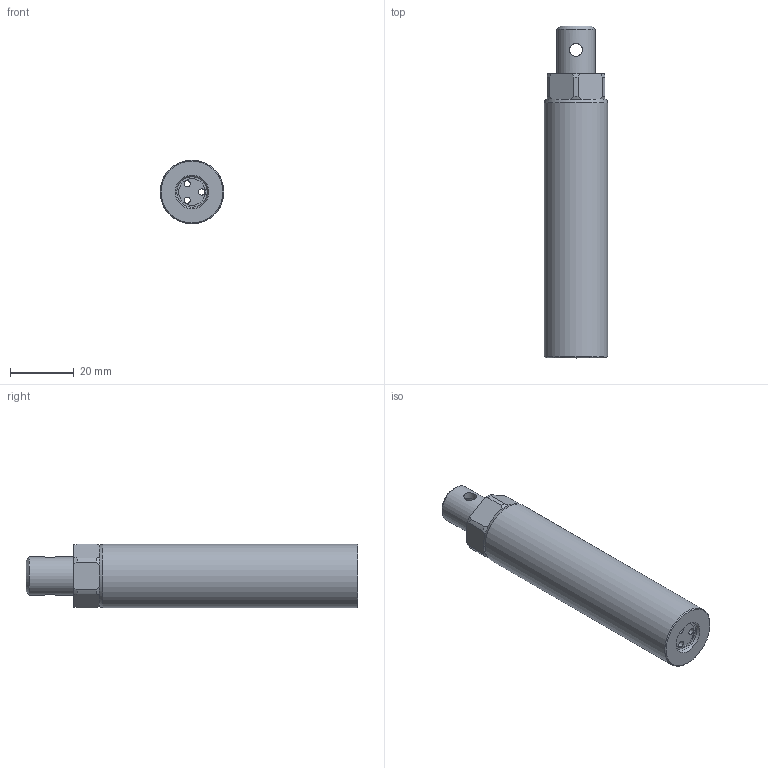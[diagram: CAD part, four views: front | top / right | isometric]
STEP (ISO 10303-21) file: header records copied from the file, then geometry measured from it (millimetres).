
FILE_DESCRIPTION(/* description */ (''),/* implementation_level */ '2;1');
FILE_NAME(/* name */ '351396IPT-03.stp',/* time_stamp */ '2023-07-17T12:15:31+02:00',/* author */ ('FLingel'),/* organization */ (''),/* preprocessor_version */ 'ST-DEVELOPER v17',/* originating_system */ 'Autodesk Inventor 2018',/* authorisation */ '');
FILE_SCHEMA (('AUTOMOTIVE_DESIGN { 1 0 10303 214 3 1 1 }'));
Length unit declared in the file: millimetre
Products named in the file (1): 351396IPT-03
Bounding box: 20 x 104 x 20 mm (x, y, z)
Volume: 24348.4 mm3; surface area: 9343 mm2
Topology: 1 solids, 1 shells, 52 faces, 141 edges, 92 vertices
Faces by surface type: plane 18, cylinder 17, cone 17
Full cylindrical faces by diameter (mm): 2 x3, 4 x2, 8 x1, 8.3 x1, 9.5 x1, 12 x1, 16 x1, 20 x1
Entity records: 1918 total; most frequent: CARTESIAN_POINT 584, ORIENTED_EDGE 280, DIRECTION 274, EDGE_CURVE 140, AXIS2_PLACEMENT_3D 117, VERTEX_POINT 92, EDGE_LOOP 64, CIRCLE 64
